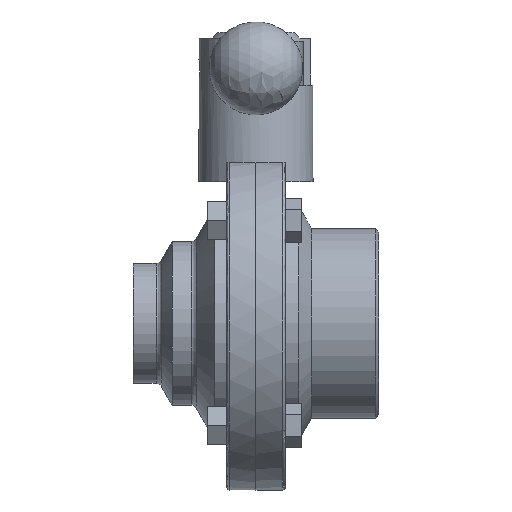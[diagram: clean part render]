
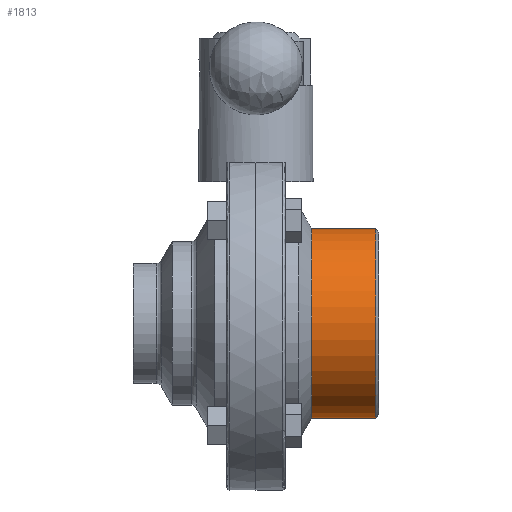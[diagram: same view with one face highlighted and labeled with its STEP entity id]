
A CAD part, top view. The second image highlights one B-rep face of the part: STEP entity #1813.
In plain terms, the highlighted cylindrical face has radius 32.499 mm (diameter 64.999 mm), a full revolution.
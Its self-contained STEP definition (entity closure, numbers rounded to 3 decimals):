
#20 = CYLINDRICAL_SURFACE ( 'NONE', #2804, 32.499 ) ;
#58 = EDGE_CURVE ( 'NONE', #4318, #4318, #2978, .T. ) ;
#522 = DIRECTION ( 'NONE',  ( 1., 0., 0. ) ) ;
#643 = AXIS2_PLACEMENT_3D ( 'NONE', #1940, #1953, #1968 ) ;
#1181 = CARTESIAN_POINT ( 'NONE',  ( 16.256, 0., 0. ) ) ;
#1313 = EDGE_CURVE ( 'NONE', #2884, #2884, #3351, .T. ) ;
#1696 = ORIENTED_EDGE ( 'NONE', *, *, #58, .T. ) ;
#1813 = ADVANCED_FACE ( 'NONE', ( #1955, #1851 ), #20, .T. ) ;
#1851 = FACE_OUTER_BOUND ( 'NONE', #4323, .T. ) ;
#1940 = CARTESIAN_POINT ( 'NONE',  ( -41., 0., 0. ) ) ;
#1953 = DIRECTION ( 'NONE',  ( 1., 0., 0. ) ) ;
#1955 = FACE_OUTER_BOUND ( 'NONE', #2417, .T. ) ;
#1968 = DIRECTION ( 'NONE',  ( 0., 0., -1. ) ) ;
#2417 = EDGE_LOOP ( 'NONE', ( #1696 ) ) ;
#2562 = CARTESIAN_POINT ( 'NONE',  ( -19., 0., 0. ) ) ;
#2804 = AXIS2_PLACEMENT_3D ( 'NONE', #1181, #2858, #3200 ) ;
#2858 = DIRECTION ( 'NONE',  ( 1., 0., 0. ) ) ;
#2860 = CARTESIAN_POINT ( 'NONE',  ( -41., 0., -32.499 ) ) ;
#2884 = VERTEX_POINT ( 'NONE', #3903 ) ;
#2895 = DIRECTION ( 'NONE',  ( 0., 0., -1. ) ) ;
#2978 = CIRCLE ( 'NONE', #643, 32.499 ) ;
#3200 = DIRECTION ( 'NONE',  ( 0., 0., -1. ) ) ;
#3205 = ORIENTED_EDGE ( 'NONE', *, *, #1313, .F. ) ;
#3351 = CIRCLE ( 'NONE', #3888, 32.499 ) ;
#3888 = AXIS2_PLACEMENT_3D ( 'NONE', #2562, #522, #2895 ) ;
#3903 = CARTESIAN_POINT ( 'NONE',  ( -19., 0., -32.499 ) ) ;
#4318 = VERTEX_POINT ( 'NONE', #2860 ) ;
#4323 = EDGE_LOOP ( 'NONE', ( #3205 ) ) ;
